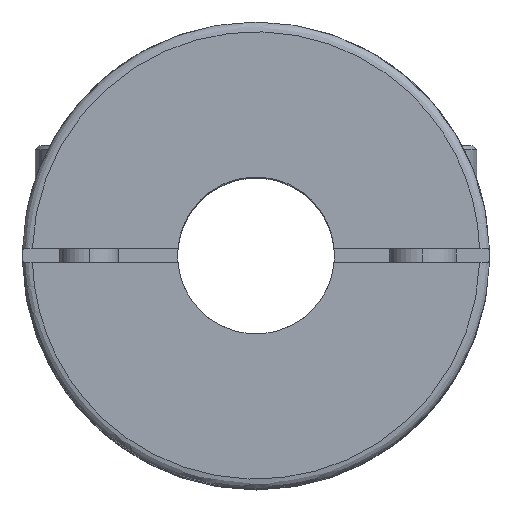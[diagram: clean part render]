
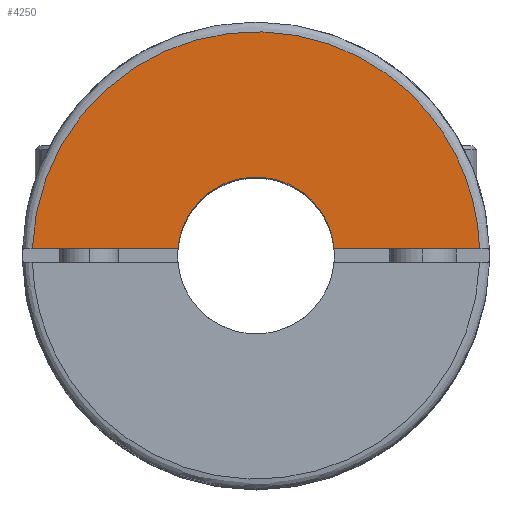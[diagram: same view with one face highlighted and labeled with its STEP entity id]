
A CAD part, top view. The second image highlights one B-rep face of the part: STEP entity #4250.
In plain terms, the highlighted planar face has unit normal (0, 0, 1).
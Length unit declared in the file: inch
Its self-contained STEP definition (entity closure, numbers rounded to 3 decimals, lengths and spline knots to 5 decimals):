
#133 = VERTEX_POINT ( 'NONE', #2453 ) ;
#381 = AXIS2_PLACEMENT_3D ( 'NONE', #2358, #2654, #3117 ) ;
#390 = EDGE_CURVE ( 'NONE', #1429, #133, #2403, .T. ) ;
#695 = CARTESIAN_POINT ( 'NONE',  ( 0.15688, 0.01378, 0. ) ) ;
#1272 = FACE_OUTER_BOUND ( 'NONE', #4513, .T. ) ;
#1317 = DIRECTION ( 'NONE',  ( 1., 0., 0. ) ) ;
#1350 = CARTESIAN_POINT ( 'NONE',  ( -0.42265, 0.85869, 0. ) ) ;
#1388 = EDGE_CURVE ( 'NONE', #1429, #4930, #3129, .T. ) ;
#1429 = VERTEX_POINT ( 'NONE', #3970 ) ;
#1510 = CIRCLE ( 'NONE', #381, 0.15748 ) ;
#1673 = CARTESIAN_POINT ( 'NONE',  ( 0.44861, 0.01378, 0. ) ) ;
#1677 = LINE ( 'NONE', #3263, #3409 ) ;
#1750 = ORIENTED_EDGE ( 'NONE', *, *, #1388, .F. ) ;
#2058 = CARTESIAN_POINT ( 'NONE',  ( -0.44861, 0.01378, 0. ) ) ;
#2074 = ORIENTED_EDGE ( 'NONE', *, *, #390, .T. ) ;
#2358 = CARTESIAN_POINT ( 'NONE',  ( 0., 0., 0. ) ) ;
#2375 = VERTEX_POINT ( 'NONE', #695 ) ;
#2403 = LINE ( 'NONE', #3429, #2581 ) ;
#2412 = DIRECTION ( 'NONE',  ( 0., 0., 1. ) ) ;
#2445 = CARTESIAN_POINT ( 'NONE',  ( 0.44861, 0.01378, 0. ) ) ;
#2453 = CARTESIAN_POINT ( 'NONE',  ( -0.15688, 0.01378, 0. ) ) ;
#2479 = PLANE ( 'NONE',  #3818 ) ;
#2581 = VECTOR ( 'NONE', #4620, 39.37008 ) ;
#2595 = EDGE_CURVE ( 'NONE', #133, #2375, #1510, .T. ) ;
#2654 = DIRECTION ( 'NONE',  ( 0., 0., -1. ) ) ;
#2852 = DIRECTION ( 'NONE',  ( 1., 0., 0. ) ) ;
#2859 = CARTESIAN_POINT ( 'NONE',  ( 0.42265, 0.85869, 0. ) ) ;
#2908 = ORIENTED_EDGE ( 'NONE', *, *, #2595, .T. ) ;
#3117 = DIRECTION ( 'NONE',  ( 1., 0., 0. ) ) ;
#3129 =( BOUNDED_CURVE ( )  B_SPLINE_CURVE ( 3, ( #2058, #1350, #2859, #2445 ),
 .UNSPECIFIED., .F., .F. ) 
 B_SPLINE_CURVE_WITH_KNOTS ( ( 4, 4 ),
 ( 0., 1. ),
 .UNSPECIFIED. ) 
 CURVE ( )  GEOMETRIC_REPRESENTATION_ITEM ( )  RATIONAL_B_SPLINE_CURVE ( ( 1., 0.354, 0.354, 1. ) ) 
 REPRESENTATION_ITEM ( '' )  );
#3263 = CARTESIAN_POINT ( 'NONE',  ( 0.4685, 0.01378, 0. ) ) ;
#3409 = VECTOR ( 'NONE', #2852, 39.37008 ) ;
#3429 = CARTESIAN_POINT ( 'NONE',  ( 0.4685, 0.01378, 0. ) ) ;
#3617 = CARTESIAN_POINT ( 'NONE',  ( 0., 0.44882, 0. ) ) ;
#3818 = AXIS2_PLACEMENT_3D ( 'NONE', #3617, #2412, #1317 ) ;
#3856 = ORIENTED_EDGE ( 'NONE', *, *, #3972, .T. ) ;
#3970 = CARTESIAN_POINT ( 'NONE',  ( -0.44861, 0.01378, 0. ) ) ;
#3972 = EDGE_CURVE ( 'NONE', #2375, #4930, #1677, .T. ) ;
#4250 = ADVANCED_FACE ( 'NONE', ( #1272 ), #2479, .T. ) ;
#4513 = EDGE_LOOP ( 'NONE', ( #2074, #2908, #3856, #1750 ) ) ;
#4620 = DIRECTION ( 'NONE',  ( 1., 0., 0. ) ) ;
#4930 = VERTEX_POINT ( 'NONE', #1673 ) ;
